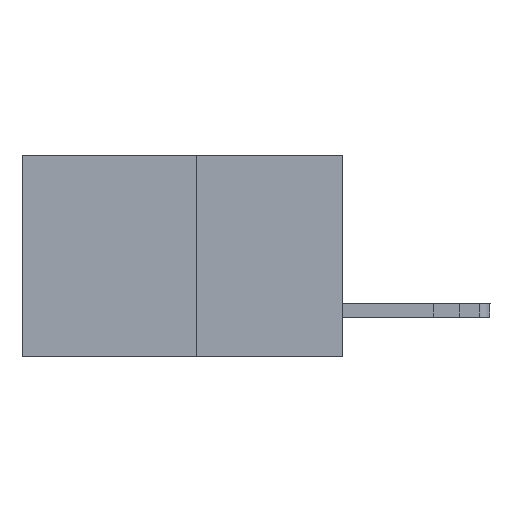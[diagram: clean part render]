
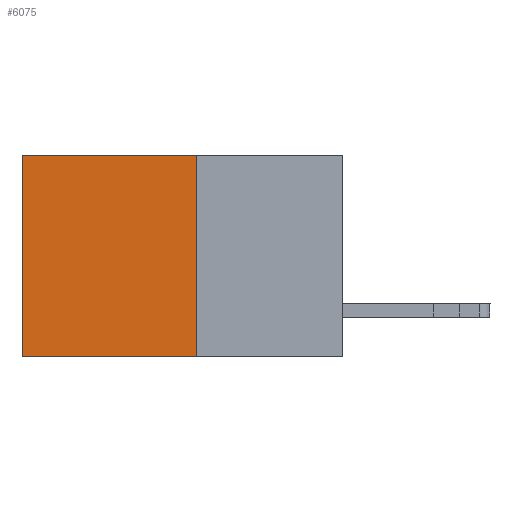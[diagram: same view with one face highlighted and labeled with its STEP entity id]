
A CAD part, left-side view. The second image highlights one B-rep face of the part: STEP entity #6075.
In plain terms, the highlighted planar face has unit normal (-1, 0, 0).
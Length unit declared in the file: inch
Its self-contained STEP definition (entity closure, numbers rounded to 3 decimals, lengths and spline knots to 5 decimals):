
#1900 = VERTEX_POINT ( 'NONE', #5801 ) ;
#2568 = CARTESIAN_POINT ( 'NONE',  ( 0.277, 0.27, 0. ) ) ;
#3066 = CARTESIAN_POINT ( 'NONE',  ( 0.277, 0.27, -0.37 ) ) ;
#3818 = VERTEX_POINT ( 'NONE', #2568 ) ;
#3883 = CARTESIAN_POINT ( 'NONE',  ( 0.277, 0.27, -0.37 ) ) ;
#3994 = VECTOR ( 'NONE', #8321, 39.37008 ) ;
#5298 = VECTOR ( 'NONE', #12843, 39.37008 ) ;
#5801 = CARTESIAN_POINT ( 'NONE',  ( 0.277, 0.59, 0. ) ) ;
#5858 = CARTESIAN_POINT ( 'NONE',  ( 0.277, 0.27, -0.37 ) ) ;
#6075 = ADVANCED_FACE ( 'NONE', ( #9672 ), #12562, .F. ) ;
#6087 = CARTESIAN_POINT ( 'NONE',  ( 0.277, 0.27, 0. ) ) ;
#6961 = DIRECTION ( 'NONE',  ( 0., 0., -1. ) ) ;
#7389 = DIRECTION ( 'NONE',  ( 0., 0., -1. ) ) ;
#7796 = ORIENTED_EDGE ( 'NONE', *, *, #13068, .T. ) ;
#8252 = LINE ( 'NONE', #3883, #5298 ) ;
#8321 = DIRECTION ( 'NONE',  ( 0., 1., 0. ) ) ;
#8540 = VERTEX_POINT ( 'NONE', #13048 ) ;
#8686 = LINE ( 'NONE', #14119, #11705 ) ;
#9083 = VERTEX_POINT ( 'NONE', #10744 ) ;
#9672 = FACE_OUTER_BOUND ( 'NONE', #13464, .T. ) ;
#9821 = DIRECTION ( 'NONE',  ( 0., 1., 0. ) ) ;
#9924 = ORIENTED_EDGE ( 'NONE', *, *, #11467, .F. ) ;
#9951 = EDGE_CURVE ( 'NONE', #3818, #8540, #8252, .T. ) ;
#10025 = VECTOR ( 'NONE', #9821, 39.37008 ) ;
#10658 = ORIENTED_EDGE ( 'NONE', *, *, #9951, .F. ) ;
#10744 = CARTESIAN_POINT ( 'NONE',  ( 0.277, 0.59, -0.37 ) ) ;
#11467 = EDGE_CURVE ( 'NONE', #8540, #9083, #12941, .T. ) ;
#11572 = ORIENTED_EDGE ( 'NONE', *, *, #11912, .T. ) ;
#11705 = VECTOR ( 'NONE', #7389, 39.37008 ) ;
#11912 = EDGE_CURVE ( 'NONE', #3818, #1900, #12927, .T. ) ;
#12562 = PLANE ( 'NONE',  #14355 ) ;
#12843 = DIRECTION ( 'NONE',  ( 0., 0., -1. ) ) ;
#12927 = LINE ( 'NONE', #6087, #3994 ) ;
#12941 = LINE ( 'NONE', #3066, #10025 ) ;
#13048 = CARTESIAN_POINT ( 'NONE',  ( 0.277, 0.27, -0.37 ) ) ;
#13068 = EDGE_CURVE ( 'NONE', #1900, #9083, #8686, .T. ) ;
#13464 = EDGE_LOOP ( 'NONE', ( #7796, #9924, #10658, #11572 ) ) ;
#13694 = DIRECTION ( 'NONE',  ( 1., 0., 0. ) ) ;
#14119 = CARTESIAN_POINT ( 'NONE',  ( 0.277, 0.59, -0.37 ) ) ;
#14355 = AXIS2_PLACEMENT_3D ( 'NONE', #5858, #13694, #6961 ) ;
